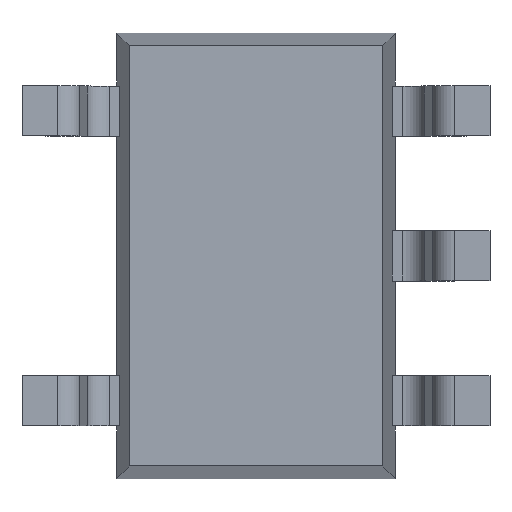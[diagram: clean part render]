
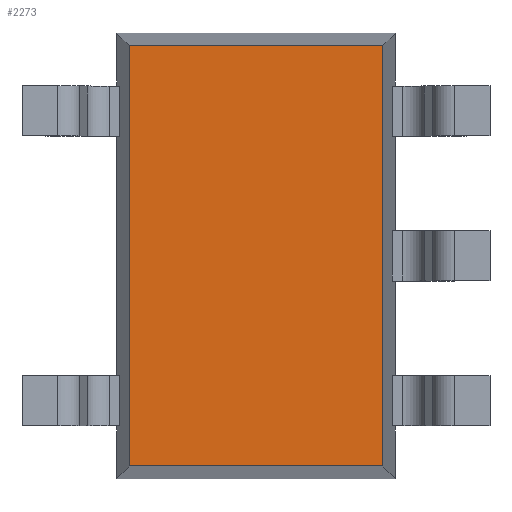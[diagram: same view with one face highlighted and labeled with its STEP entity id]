
A CAD part, top view. The second image highlights one B-rep face of the part: STEP entity #2273.
In plain terms, the highlighted planar face has unit normal (0, 0, 1).
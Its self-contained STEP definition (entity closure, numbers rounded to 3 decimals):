
#777=DIRECTION('',(0.,-1.,0.));
#778=VECTOR('',#777,1.886);
#779=CARTESIAN_POINT('',(0.568,0.943,0.45));
#780=LINE('',#779,#778);
#781=DIRECTION('',(0.,-1.,0.));
#782=VECTOR('',#781,1.886);
#783=CARTESIAN_POINT('',(-0.568,0.943,0.45));
#784=LINE('',#783,#782);
#785=DIRECTION('',(1.,0.,0.));
#786=VECTOR('',#785,1.136);
#787=CARTESIAN_POINT('',(-0.568,0.943,0.45));
#788=LINE('',#787,#786);
#789=DIRECTION('',(1.,0.,0.));
#790=VECTOR('',#789,1.136);
#791=CARTESIAN_POINT('',(-0.568,-0.943,0.45));
#792=LINE('',#791,#790);
#909=CARTESIAN_POINT('',(0.568,0.943,0.45));
#910=CARTESIAN_POINT('',(0.568,-0.943,0.45));
#911=VERTEX_POINT('',#909);
#912=VERTEX_POINT('',#910);
#913=CARTESIAN_POINT('',(-0.568,0.943,0.45));
#914=CARTESIAN_POINT('',(-0.568,-0.943,0.45));
#915=VERTEX_POINT('',#913);
#916=VERTEX_POINT('',#914);
#2261=CARTESIAN_POINT('',(-0.625,0.943,0.45));
#2262=DIRECTION('',(0.,0.,1.));
#2263=DIRECTION('',(0.,-1.,0.));
#2264=AXIS2_PLACEMENT_3D('',#2261,#2262,#2263);
#2265=PLANE('',#2264);
#2266=ORIENTED_EDGE('',*,*,#1346,.T.);
#2268=ORIENTED_EDGE('',*,*,#2267,.F.);
#2269=ORIENTED_EDGE('',*,*,#1712,.F.);
#2270=ORIENTED_EDGE('',*,*,#2254,.T.);
#2271=EDGE_LOOP('',(#2266,#2268,#2269,#2270));
#2272=FACE_OUTER_BOUND('',#2271,.F.);
#1346=EDGE_CURVE('',#911,#912,#780,.T.);
#1712=EDGE_CURVE('',#915,#916,#784,.T.);
#2254=EDGE_CURVE('',#915,#911,#788,.T.);
#2267=EDGE_CURVE('',#916,#912,#792,.T.);
#2273=ADVANCED_FACE('',(#2272),#2265,.T.);
